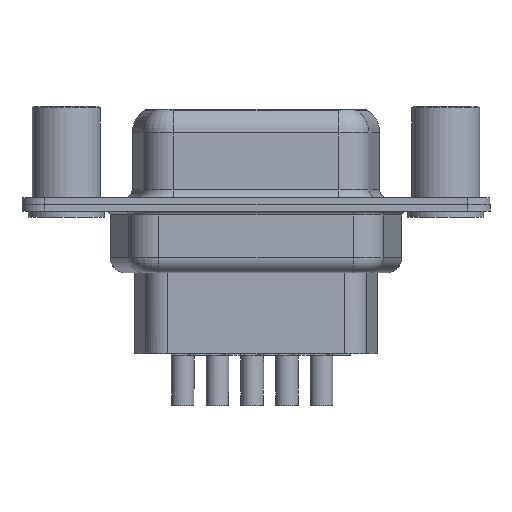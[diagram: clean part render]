
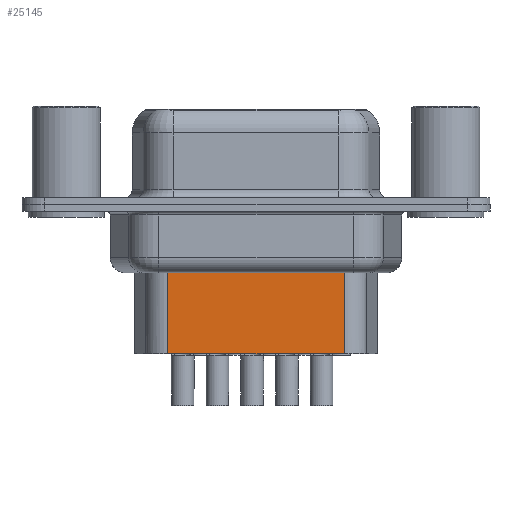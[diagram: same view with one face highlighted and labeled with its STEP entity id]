
A CAD part, front view. The second image highlights one B-rep face of the part: STEP entity #25145.
In plain terms, the highlighted planar face has unit normal (0, -1, 0).
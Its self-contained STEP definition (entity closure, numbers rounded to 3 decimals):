
#70 = VERTEX_POINT ( 'NONE', #2660 ) ;
#2660 = CARTESIAN_POINT ( 'NONE',  ( 18.289, -3.5, -4.097 ) ) ;
#3453 = CARTESIAN_POINT ( 'NONE',  ( 6.701, -3.5, -4.097 ) ) ;
#3475 = DIRECTION ( 'NONE',  ( -1., 0., 0. ) ) ;
#3900 = CARTESIAN_POINT ( 'NONE',  ( 18.289, -3.5, -9.85 ) ) ;
#4199 = LINE ( 'NONE', #9442, #19935 ) ;
#4317 = ORIENTED_EDGE ( 'NONE', *, *, #14716, .F. ) ;
#4794 = CARTESIAN_POINT ( 'NONE',  ( 6.701, -3.5, -3.1 ) ) ;
#5611 = CARTESIAN_POINT ( 'NONE',  ( 6.454, -3.5, -4.097 ) ) ;
#6156 = EDGE_LOOP ( 'NONE', ( #23560, #23060, #7472, #4317 ) ) ;
#6370 = LINE ( 'NONE', #5611, #10388 ) ;
#6752 = DIRECTION ( 'NONE',  ( 1., 0., 0. ) ) ;
#7472 = ORIENTED_EDGE ( 'NONE', *, *, #21027, .T. ) ;
#7967 = FACE_OUTER_BOUND ( 'NONE', #6156, .T. ) ;
#9442 = CARTESIAN_POINT ( 'NONE',  ( 18.289, -3.5, -3.1 ) ) ;
#10388 = VECTOR ( 'NONE', #17464, 1000. ) ;
#11725 = VERTEX_POINT ( 'NONE', #25356 ) ;
#14716 = EDGE_CURVE ( 'NONE', #22510, #11725, #20571, .T. ) ;
#14764 = VECTOR ( 'NONE', #3475, 1000. ) ;
#15339 = EDGE_CURVE ( 'NONE', #70, #22510, #4199, .T. ) ;
#16813 = AXIS2_PLACEMENT_3D ( 'NONE', #4794, #18638, #6752 ) ;
#17428 = DIRECTION ( 'NONE',  ( 0., 0., -1. ) ) ;
#17464 = DIRECTION ( 'NONE',  ( -1., 0., 0. ) ) ;
#18638 = DIRECTION ( 'NONE',  ( 0., -1., 0. ) ) ;
#19935 = VECTOR ( 'NONE', #17428, 1000. ) ;
#20571 = LINE ( 'NONE', #21128, #14764 ) ;
#20579 = LINE ( 'NONE', #24358, #25124 ) ;
#21027 = EDGE_CURVE ( 'NONE', #23339, #11725, #20579, .T. ) ;
#21128 = CARTESIAN_POINT ( 'NONE',  ( 6.701, -3.5, -9.85 ) ) ;
#21277 = EDGE_CURVE ( 'NONE', #70, #23339, #6370, .T. ) ;
#22404 = DIRECTION ( 'NONE',  ( 0., 0., -1. ) ) ;
#22510 = VERTEX_POINT ( 'NONE', #3900 ) ;
#23060 = ORIENTED_EDGE ( 'NONE', *, *, #21277, .T. ) ;
#23339 = VERTEX_POINT ( 'NONE', #3453 ) ;
#23560 = ORIENTED_EDGE ( 'NONE', *, *, #15339, .F. ) ;
#24358 = CARTESIAN_POINT ( 'NONE',  ( 6.701, -3.5, -3.1 ) ) ;
#24375 = PLANE ( 'NONE',  #16813 ) ;
#25124 = VECTOR ( 'NONE', #22404, 1000. ) ;
#25145 = ADVANCED_FACE ( 'NONE', ( #7967 ), #24375, .T. ) ;
#25356 = CARTESIAN_POINT ( 'NONE',  ( 6.701, -3.5, -9.85 ) ) ;
